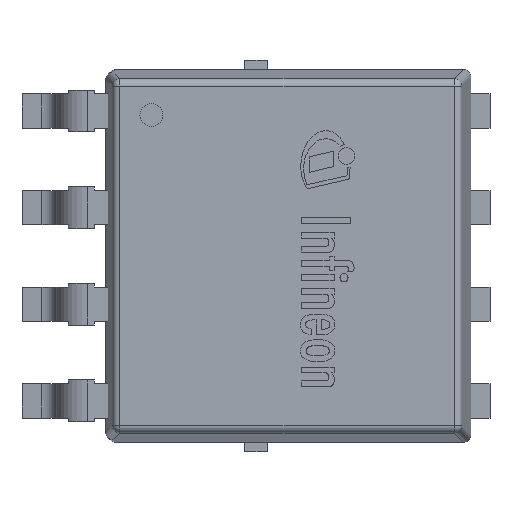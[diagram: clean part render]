
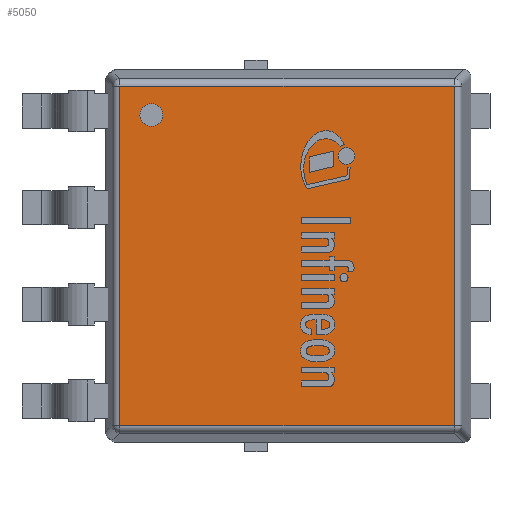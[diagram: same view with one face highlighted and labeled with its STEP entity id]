
A CAD part, top view. The second image highlights one B-rep face of the part: STEP entity #5050.
In plain terms, the highlighted planar face has unit normal (0, 0, 1).
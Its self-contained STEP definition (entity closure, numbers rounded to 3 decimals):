
#71=FACE_BOUND('',#757,.T.);
#206=PLANE('',#5437);
#463=FACE_OUTER_BOUND('',#756,.T.);
#756=EDGE_LOOP('',(#3980,#3981,#3982,#3983));
#757=EDGE_LOOP('',(#3984));
#1145=LINE('',#7661,#1717);
#1147=LINE('',#7671,#1719);
#1149=LINE('',#7674,#1721);
#1155=LINE('',#7685,#1727);
#1717=VECTOR('',#6179,1.);
#1719=VECTOR('',#6191,1.);
#1721=VECTOR('',#6195,1.);
#1727=VECTOR('',#6209,1.);
#2156=CIRCLE('',#5438,0.15);
#2374=VERTEX_POINT('',#7632);
#2380=VERTEX_POINT('',#7650);
#2383=VERTEX_POINT('',#7657);
#2386=VERTEX_POINT('',#7667);
#2388=VERTEX_POINT('',#7697);
#2955=EDGE_CURVE('',#2374,#2383,#1145,.T.);
#2960=EDGE_CURVE('',#2383,#2386,#1147,.T.);
#2962=EDGE_CURVE('',#2386,#2380,#1149,.T.);
#2969=EDGE_CURVE('',#2380,#2374,#1155,.T.);
#2975=EDGE_CURVE('',#2388,#2388,#2156,.T.);
#3980=ORIENTED_EDGE('',*,*,#2955,.F.);
#3981=ORIENTED_EDGE('',*,*,#2969,.F.);
#3982=ORIENTED_EDGE('',*,*,#2962,.F.);
#3983=ORIENTED_EDGE('',*,*,#2960,.F.);
#3984=ORIENTED_EDGE('',*,*,#2975,.T.);
#5050=ADVANCED_FACE('',(#463,#71),#206,.T.);
#5437=AXIS2_PLACEMENT_3D('',#7696,#6225,#6226);
#5438=AXIS2_PLACEMENT_3D('',#7698,#6227,#6228);
#6179=DIRECTION('',(0.,-1.,0.));
#6191=DIRECTION('',(-1.,0.,0.));
#6195=DIRECTION('',(0.,1.,0.));
#6209=DIRECTION('',(1.,0.,0.));
#6225=DIRECTION('center_axis',(0.,0.,1.));
#6226=DIRECTION('ref_axis',(0.,-1.,0.));
#6227=DIRECTION('center_axis',(0.,0.,-1.));
#6228=DIRECTION('ref_axis',(0.,1.,0.));
#7632=CARTESIAN_POINT('',(2.605,2.23,1.3));
#7650=CARTESIAN_POINT('',(-1.79,2.23,1.3));
#7657=CARTESIAN_POINT('',(2.605,-2.23,1.3));
#7661=CARTESIAN_POINT('',(2.605,3.891,1.3));
#7667=CARTESIAN_POINT('',(-1.79,-2.23,1.3));
#7671=CARTESIAN_POINT('',(4.109,-2.23,1.3));
#7674=CARTESIAN_POINT('',(-1.79,3.891,1.3));
#7685=CARTESIAN_POINT('',(4.109,2.23,1.3));
#7696=CARTESIAN_POINT('Origin',(0.425,0.,1.3));
#7697=CARTESIAN_POINT('',(-1.375,1.7,1.3));
#7698=CARTESIAN_POINT('Origin',(-1.375,1.85,1.3));
